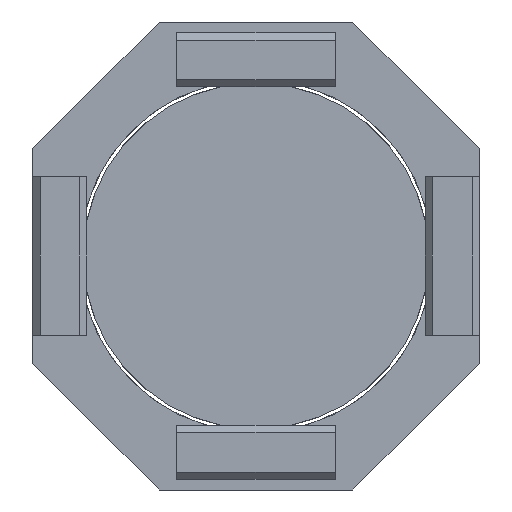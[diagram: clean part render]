
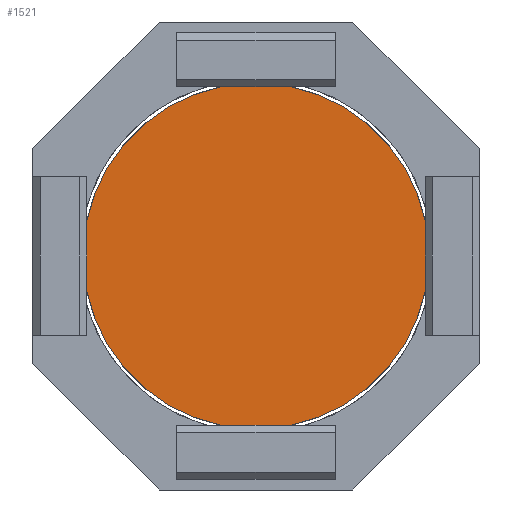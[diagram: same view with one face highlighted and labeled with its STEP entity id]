
A CAD part, front view. The second image highlights one B-rep face of the part: STEP entity #1521.
In plain terms, the highlighted planar face has unit normal (0, -1, 0).
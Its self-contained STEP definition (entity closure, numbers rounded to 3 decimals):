
#506=DIRECTION('',(0.,0.,-1.));
#507=VECTOR('',#506,0.975);
#508=CARTESIAN_POINT('',(2.35,-0.1,0.487));
#509=LINE('',#508,#507);
#510=CARTESIAN_POINT('',(0.,-0.1,0.));
#511=DIRECTION('',(0.,1.,0.));
#512=DIRECTION('',(0.979,0.,-0.203));
#513=AXIS2_PLACEMENT_3D('',#510,#511,#512);
#515=DIRECTION('',(-1.,0.,0.));
#516=VECTOR('',#515,0.975);
#517=CARTESIAN_POINT('',(0.487,-0.1,-2.35));
#518=LINE('',#517,#516);
#519=CARTESIAN_POINT('',(0.,-0.1,0.));
#520=DIRECTION('',(0.,1.,0.));
#521=DIRECTION('',(-0.203,0.,-0.979));
#522=AXIS2_PLACEMENT_3D('',#519,#520,#521);
#524=DIRECTION('',(0.,0.,1.));
#525=VECTOR('',#524,0.975);
#526=CARTESIAN_POINT('',(-2.35,-0.1,-0.487));
#527=LINE('',#526,#525);
#528=CARTESIAN_POINT('',(0.,-0.1,0.));
#529=DIRECTION('',(0.,1.,0.));
#530=DIRECTION('',(-0.979,0.,0.203));
#531=AXIS2_PLACEMENT_3D('',#528,#529,#530);
#533=DIRECTION('',(1.,0.,0.));
#534=VECTOR('',#533,0.975);
#535=CARTESIAN_POINT('',(-0.487,-0.1,2.35));
#536=LINE('',#535,#534);
#537=CARTESIAN_POINT('',(0.,-0.1,0.));
#538=DIRECTION('',(0.,1.,0.));
#539=DIRECTION('',(0.203,0.,0.979));
#540=AXIS2_PLACEMENT_3D('',#537,#538,#539);
#757=CARTESIAN_POINT('',(2.35,-0.1,-0.487));
#758=VERTEX_POINT('',#757);
#759=CARTESIAN_POINT('',(2.35,-0.1,0.487));
#760=VERTEX_POINT('',#759);
#769=CARTESIAN_POINT('',(0.487,-0.1,2.35));
#770=VERTEX_POINT('',#769);
#771=CARTESIAN_POINT('',(-0.487,-0.1,2.35));
#772=VERTEX_POINT('',#771);
#781=CARTESIAN_POINT('',(-2.35,-0.1,0.487));
#782=VERTEX_POINT('',#781);
#783=CARTESIAN_POINT('',(-2.35,-0.1,-0.487));
#784=VERTEX_POINT('',#783);
#801=CARTESIAN_POINT('',(-0.487,-0.1,-2.35));
#802=VERTEX_POINT('',#801);
#803=CARTESIAN_POINT('',(0.487,-0.1,-2.35));
#804=VERTEX_POINT('',#803);
#1505=CARTESIAN_POINT('',(0.,-0.1,0.));
#1506=DIRECTION('',(0.,1.,0.));
#1507=DIRECTION('',(0.,0.,-1.));
#1508=AXIS2_PLACEMENT_3D('',#1505,#1506,#1507);
#1509=PLANE('',#1508);
#1510=ORIENTED_EDGE('',*,*,#1028,.T.);
#1511=ORIENTED_EDGE('',*,*,#982,.T.);
#1513=ORIENTED_EDGE('',*,*,#1512,.T.);
#1514=ORIENTED_EDGE('',*,*,#975,.T.);
#1515=ORIENTED_EDGE('',*,*,#1432,.T.);
#1516=ORIENTED_EDGE('',*,*,#1494,.T.);
#1517=ORIENTED_EDGE('',*,*,#1157,.T.);
#1518=ORIENTED_EDGE('',*,*,#1489,.T.);
#1519=EDGE_LOOP('',(#1510,#1511,#1513,#1514,#1515,#1516,#1517,#1518));
#1520=FACE_OUTER_BOUND('',#1519,.F.);
#514=CIRCLE('',#513,2.4);
#523=CIRCLE('',#522,2.4);
#532=CIRCLE('',#531,2.4);
#541=CIRCLE('',#540,2.4);
#975=EDGE_CURVE('',#802,#784,#523,.T.);
#982=EDGE_CURVE('',#758,#804,#514,.T.);
#1028=EDGE_CURVE('',#760,#758,#509,.T.);
#1157=EDGE_CURVE('',#772,#770,#536,.T.);
#1432=EDGE_CURVE('',#784,#782,#527,.T.);
#1489=EDGE_CURVE('',#770,#760,#541,.T.);
#1494=EDGE_CURVE('',#782,#772,#532,.T.);
#1512=EDGE_CURVE('',#804,#802,#518,.T.);
#1521=ADVANCED_FACE('',(#1520),#1509,.F.);
